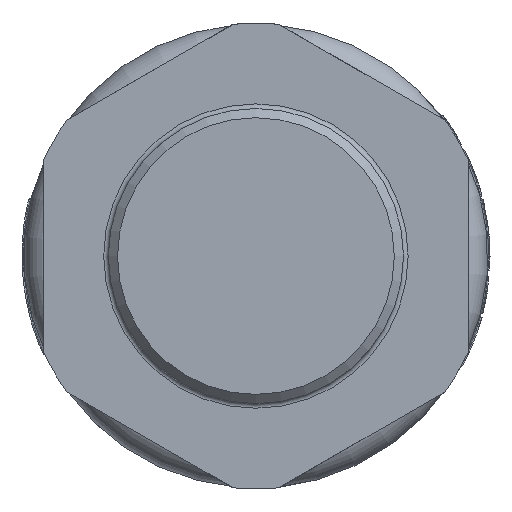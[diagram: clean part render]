
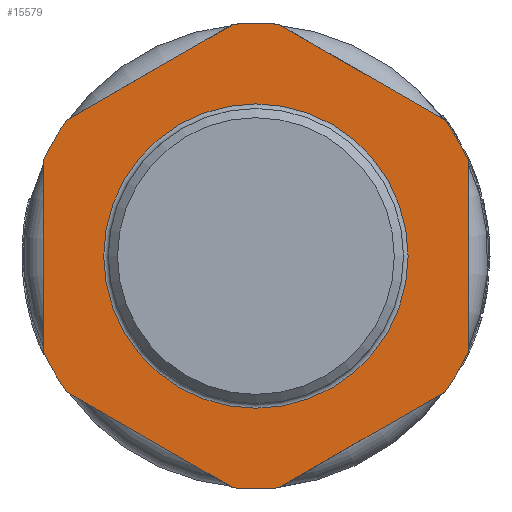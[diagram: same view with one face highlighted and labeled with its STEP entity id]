
A CAD part, left-side view. The second image highlights one B-rep face of the part: STEP entity #15579.
In plain terms, the highlighted planar face has unit normal (-1, 0, 0).
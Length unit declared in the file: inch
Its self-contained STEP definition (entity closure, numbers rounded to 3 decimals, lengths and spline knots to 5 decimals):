
#1209=FACE_BOUND('',#3833,.T.);
#1259=LINE('',#21651,#1979);
#1262=LINE('',#21681,#1982);
#1265=LINE('',#21711,#1985);
#1268=LINE('',#21741,#1988);
#1271=LINE('',#21771,#1991);
#1274=LINE('',#21801,#1994);
#1979=VECTOR('',#18004,0.3937);
#1982=VECTOR('',#18009,0.3937);
#1985=VECTOR('',#18014,0.3937);
#1988=VECTOR('',#18019,0.3937);
#1991=VECTOR('',#18024,0.3937);
#1994=VECTOR('',#18029,0.3937);
#3000=FACE_OUTER_BOUND('',#3832,.T.);
#3832=EDGE_LOOP('',(#9735,#9736,#9737,#9738,#9739,#9740,#9741,#9742,#9743,
#9744,#9745,#9746));
#3833=EDGE_LOOP('',(#9747,#9748));
#4727=CIRCLE('',#16486,0.99409);
#4728=CIRCLE('',#16488,0.99409);
#4729=CIRCLE('',#16490,0.99409);
#4730=CIRCLE('',#16492,0.99409);
#4731=CIRCLE('',#16494,0.99409);
#4732=CIRCLE('',#16496,0.99409);
#4733=CIRCLE('',#16497,0.64961);
#4734=CIRCLE('',#16498,0.64961);
#5516=VERTEX_POINT('',#21648);
#5517=VERTEX_POINT('',#21650);
#5520=VERTEX_POINT('',#21678);
#5521=VERTEX_POINT('',#21680);
#5524=VERTEX_POINT('',#21708);
#5525=VERTEX_POINT('',#21710);
#5528=VERTEX_POINT('',#21738);
#5529=VERTEX_POINT('',#21740);
#5532=VERTEX_POINT('',#21768);
#5533=VERTEX_POINT('',#21770);
#5536=VERTEX_POINT('',#21798);
#5537=VERTEX_POINT('',#21800);
#5539=VERTEX_POINT('',#21825);
#5540=VERTEX_POINT('',#21826);
#7195=EDGE_CURVE('',#5517,#5516,#1259,.T.);
#7199=EDGE_CURVE('',#5521,#5520,#1262,.T.);
#7203=EDGE_CURVE('',#5525,#5524,#1265,.T.);
#7207=EDGE_CURVE('',#5529,#5528,#1268,.T.);
#7211=EDGE_CURVE('',#5533,#5532,#1271,.T.);
#7215=EDGE_CURVE('',#5537,#5536,#1274,.T.);
#7225=EDGE_CURVE('',#5537,#5524,#4727,.T.);
#7226=EDGE_CURVE('',#5525,#5528,#4728,.T.);
#7227=EDGE_CURVE('',#5521,#5532,#4729,.T.);
#7228=EDGE_CURVE('',#5529,#5520,#4730,.T.);
#7229=EDGE_CURVE('',#5517,#5536,#4731,.T.);
#7230=EDGE_CURVE('',#5533,#5516,#4732,.T.);
#7231=EDGE_CURVE('',#5539,#5540,#4733,.T.);
#7232=EDGE_CURVE('',#5540,#5539,#4734,.T.);
#9735=ORIENTED_EDGE('',*,*,#7195,.T.);
#9736=ORIENTED_EDGE('',*,*,#7230,.F.);
#9737=ORIENTED_EDGE('',*,*,#7211,.T.);
#9738=ORIENTED_EDGE('',*,*,#7227,.F.);
#9739=ORIENTED_EDGE('',*,*,#7199,.T.);
#9740=ORIENTED_EDGE('',*,*,#7228,.F.);
#9741=ORIENTED_EDGE('',*,*,#7207,.T.);
#9742=ORIENTED_EDGE('',*,*,#7226,.F.);
#9743=ORIENTED_EDGE('',*,*,#7203,.T.);
#9744=ORIENTED_EDGE('',*,*,#7225,.F.);
#9745=ORIENTED_EDGE('',*,*,#7215,.T.);
#9746=ORIENTED_EDGE('',*,*,#7229,.F.);
#9747=ORIENTED_EDGE('',*,*,#7231,.T.);
#9748=ORIENTED_EDGE('',*,*,#7232,.T.);
#14456=PLANE('',#16495);
#15579=ADVANCED_FACE('',(#3000,#1209),#14456,.T.);
#16486=AXIS2_PLACEMENT_3D('',#21814,#18051,#18052);
#16488=AXIS2_PLACEMENT_3D('',#21816,#18055,#18056);
#16490=AXIS2_PLACEMENT_3D('',#21818,#18059,#18060);
#16492=AXIS2_PLACEMENT_3D('',#21820,#18063,#18064);
#16494=AXIS2_PLACEMENT_3D('',#21822,#18067,#18068);
#16495=AXIS2_PLACEMENT_3D('',#21823,#18069,#18070);
#16496=AXIS2_PLACEMENT_3D('',#21824,#18071,#18072);
#16497=AXIS2_PLACEMENT_3D('',#21827,#18073,#18074);
#16498=AXIS2_PLACEMENT_3D('',#21828,#18075,#18076);
#18004=DIRECTION('',(0.,-0.866,0.5));
#18009=DIRECTION('',(0.,0.866,0.5));
#18014=DIRECTION('',(0.,0.,-1.));
#18019=DIRECTION('',(0.,0.866,-0.5));
#18024=DIRECTION('',(0.,0.,1.));
#18029=DIRECTION('',(0.,-0.866,-0.5));
#18051=DIRECTION('center_axis',(1.,0.,0.));
#18052=DIRECTION('ref_axis',(0.,0.,-1.));
#18055=DIRECTION('center_axis',(1.,0.,0.));
#18056=DIRECTION('ref_axis',(0.,0.,-1.));
#18059=DIRECTION('center_axis',(1.,0.,0.));
#18060=DIRECTION('ref_axis',(0.,0.,-1.));
#18063=DIRECTION('center_axis',(1.,0.,0.));
#18064=DIRECTION('ref_axis',(0.,0.,-1.));
#18067=DIRECTION('center_axis',(1.,0.,0.));
#18068=DIRECTION('ref_axis',(0.,0.,-1.));
#18069=DIRECTION('center_axis',(-1.,0.,0.));
#18070=DIRECTION('ref_axis',(0.,0.,1.));
#18071=DIRECTION('center_axis',(1.,0.,0.));
#18072=DIRECTION('ref_axis',(0.,0.,-1.));
#18073=DIRECTION('center_axis',(1.,0.,0.));
#18074=DIRECTION('ref_axis',(0.,0.,-1.));
#18075=DIRECTION('center_axis',(1.,0.,0.));
#18076=DIRECTION('ref_axis',(0.,0.,-1.));
#21648=CARTESIAN_POINT('',(-0.36971,-0.80801,-0.57909));
#21650=CARTESIAN_POINT('',(-0.36971,-0.0975,-0.9893));
#21651=CARTESIAN_POINT('',(-0.36971,0.09766,-1.10198));
#21678=CARTESIAN_POINT('',(-0.36971,-0.0975,0.9893));
#21680=CARTESIAN_POINT('',(-0.36971,-0.80801,0.57909));
#21681=CARTESIAN_POINT('',(-0.36971,-0.2576,0.89687));
#21708=CARTESIAN_POINT('',(-0.36971,0.90551,-0.41021));
#21710=CARTESIAN_POINT('',(-0.36971,0.90551,0.41021));
#21711=CARTESIAN_POINT('',(-0.36971,0.90551,0.2051));
#21738=CARTESIAN_POINT('',(-0.36971,0.80801,0.57909));
#21740=CARTESIAN_POINT('',(-0.36971,0.0975,0.9893));
#21741=CARTESIAN_POINT('',(-0.36971,0.64792,0.67152));
#21768=CARTESIAN_POINT('',(-0.36971,-0.90551,0.41021));
#21770=CARTESIAN_POINT('',(-0.36971,-0.90551,-0.41021));
#21771=CARTESIAN_POINT('',(-0.36971,-0.90551,-0.2051));
#21798=CARTESIAN_POINT('',(-0.36971,0.0975,-0.9893));
#21800=CARTESIAN_POINT('',(-0.36971,0.80801,-0.57909));
#21801=CARTESIAN_POINT('',(-0.36971,1.00317,-0.46642));
#21814=CARTESIAN_POINT('Origin',(-0.36971,0.,
0.));
#21816=CARTESIAN_POINT('Origin',(-0.36971,0.,
0.));
#21818=CARTESIAN_POINT('Origin',(-0.36971,0.,
0.));
#21820=CARTESIAN_POINT('Origin',(-0.36971,0.,
0.));
#21822=CARTESIAN_POINT('Origin',(-0.36971,0.,
0.));
#21823=CARTESIAN_POINT('Origin',(-0.36971,0.99409,0.));
#21824=CARTESIAN_POINT('Origin',(-0.36971,0.,
0.));
#21825=CARTESIAN_POINT('',(-0.36971,0.64961,0.));
#21826=CARTESIAN_POINT('',(-0.36971,0.,0.64961));
#21827=CARTESIAN_POINT('Origin',(-0.36971,0.,
0.));
#21828=CARTESIAN_POINT('Origin',(-0.36971,0.,
0.));
